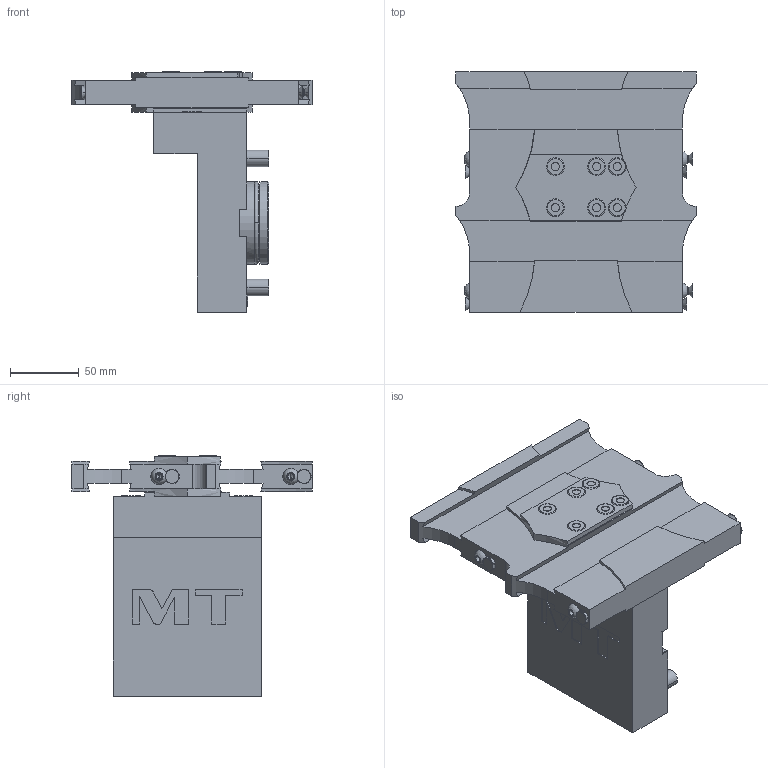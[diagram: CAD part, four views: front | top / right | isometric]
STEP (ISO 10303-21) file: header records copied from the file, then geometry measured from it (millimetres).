
FILE_DESCRIPTION((''),'2;1');
FILE_NAME('MNL0160232_CONF','2023-02-17T16:28:36',('sterribile'),('M.T. srl'),'CREO PARAMETRIC BY PTC INC, 2021072','CREO PARAMETRIC BY PTC INC, 2021072','');
FILE_SCHEMA(('CONFIG_CONTROL_DESIGN'));
Length unit declared in the file: millimetre
Products named in the file (1): MNL0160232_CONF
Bounding box: 175 x 175 x 175 mm (x, y, z)
Volume: 1193388.1 mm3; surface area: 142408.5 mm2
Topology: 3 solids, 3 shells, 292 faces, 739 edges, 478 vertices
Faces by surface type: plane 142, cylinder 96, cone 26, torus 20, sphere 6, extrusion 2
Entity records: 8932 total; most frequent: CARTESIAN_POINT 1672, DIRECTION 1587, ORIENTED_EDGE 1454, EDGE_CURVE 727, AXIS2_PLACEMENT_3D 602, VERTEX_POINT 478, VECTOR 383, LINE 381
